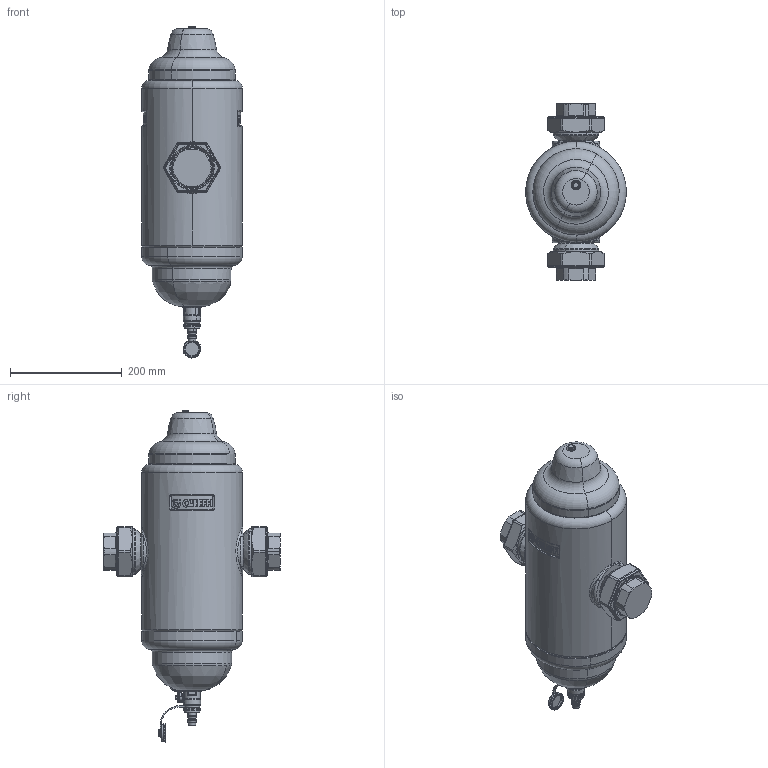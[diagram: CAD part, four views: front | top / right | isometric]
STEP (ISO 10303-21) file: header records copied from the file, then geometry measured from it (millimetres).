
FILE_DESCRIPTION(('CATIA V5 STEP Exchange'),'2;1');
FILE_NAME('546119 - TST.stp','2016-09-30T09:27:02+00:00',('none'),('none'),'CATIA Version 5-6 Release 2014 SP5','CATIA V5 STEP AP203','none');
FILE_SCHEMA(('CONFIG_CONTROL_DESIGN'));
Length unit declared in the file: millimetre
Products named in the file (1): 546119 - TST
Bounding box: 179.95 x 315 x 593.93 mm (x, y, z)
Volume: 10972124.9 mm3; surface area: 457641 mm2
Topology: 4 solids, 13 shells, 3021 faces, 7654 edges, 4668 vertices
Faces by surface type: cylinder 1050, bspline 707, plane 687, torus 305, cone 214, sphere 39, revolution 19
Entity records: 134592 total; most frequent: CARTESIAN_POINT 74329, ORIENTED_EDGE 15218, DIRECTION 7643, EDGE_CURVE 7609, VERTEX_POINT 4668, AXIS2_PLACEMENT_3D 3786, B_SPLINE_CURVE_WITH_KNOTS 3331, EDGE_LOOP 3123
